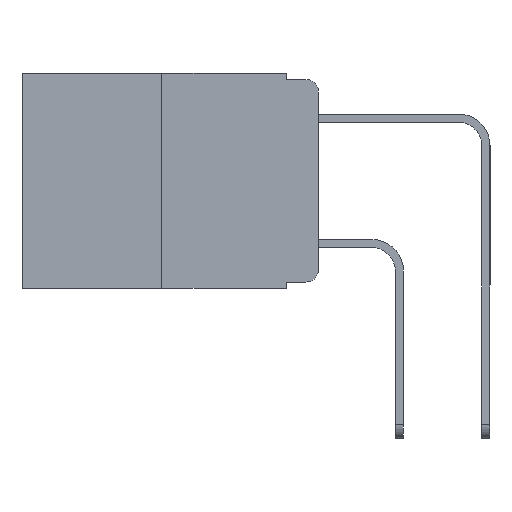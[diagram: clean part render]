
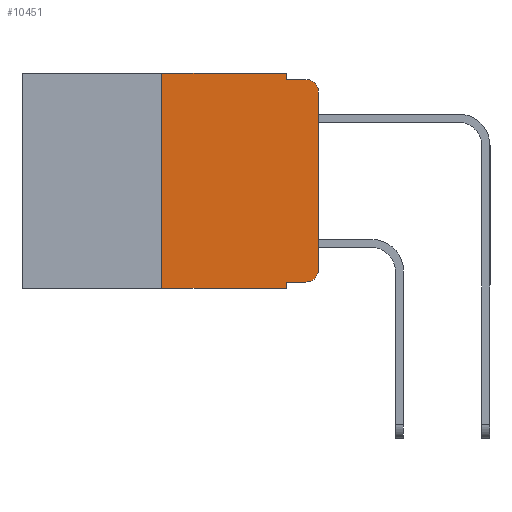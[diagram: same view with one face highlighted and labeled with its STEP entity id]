
A CAD part, left-side view. The second image highlights one B-rep face of the part: STEP entity #10451.
In plain terms, the highlighted planar face has unit normal (-1, 0, 0).
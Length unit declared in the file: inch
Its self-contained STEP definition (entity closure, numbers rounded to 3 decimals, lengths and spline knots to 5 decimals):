
#214 = CARTESIAN_POINT ( 'NONE',  ( 0., 0.051, 0. ) ) ;
#464 = VERTEX_POINT ( 'NONE', #5962 ) ;
#531 = CARTESIAN_POINT ( 'NONE',  ( 0., 0.25, 0. ) ) ;
#535 = DIRECTION ( 'NONE',  ( 0., 0., 1. ) ) ;
#760 = CARTESIAN_POINT ( 'NONE',  ( 0., 0., -0.313 ) ) ;
#815 = CARTESIAN_POINT ( 'NONE',  ( 0., 0.25, -0.343 ) ) ;
#1532 = AXIS2_PLACEMENT_3D ( 'NONE', #10931, #11100, #11045 ) ;
#1678 = LINE ( 'NONE', #14741, #8117 ) ;
#1806 = VERTEX_POINT ( 'NONE', #4312 ) ;
#1879 = LINE ( 'NONE', #10325, #5364 ) ;
#2075 = VERTEX_POINT ( 'NONE', #760 ) ;
#2598 = CARTESIAN_POINT ( 'NONE',  ( 0., 0.25, 0. ) ) ;
#2795 = VERTEX_POINT ( 'NONE', #7011 ) ;
#3034 = DIRECTION ( 'NONE',  ( -1., 0., 0. ) ) ;
#3336 = VECTOR ( 'NONE', #11063, 39.37008 ) ;
#3747 = LINE ( 'NONE', #8939, #3336 ) ;
#3814 = DIRECTION ( 'NONE',  ( 0., -1., 0. ) ) ;
#3981 = VERTEX_POINT ( 'NONE', #815 ) ;
#4312 = CARTESIAN_POINT ( 'NONE',  ( 0., 0.02, -0.333 ) ) ;
#4534 = CARTESIAN_POINT ( 'NONE',  ( 0., 0., 0. ) ) ;
#4703 = DIRECTION ( 'NONE',  ( 0., 0., -1. ) ) ;
#4910 = EDGE_CURVE ( 'NONE', #2795, #7689, #9139, .T. ) ;
#5019 = PLANE ( 'NONE',  #15520 ) ;
#5364 = VECTOR ( 'NONE', #10733, 39.37008 ) ;
#5626 = EDGE_CURVE ( 'NONE', #9447, #1806, #12178, .T. ) ;
#5753 = EDGE_CURVE ( 'NONE', #2075, #7013, #6952, .T. ) ;
#5946 = CIRCLE ( 'NONE', #1532, 0.02 ) ;
#5962 = CARTESIAN_POINT ( 'NONE',  ( 0., 0.051, -0.343 ) ) ;
#6203 = CARTESIAN_POINT ( 'NONE',  ( 0., 0.473, -0.343 ) ) ;
#6287 = DIRECTION ( 'NONE',  ( 0., 0., -1. ) ) ;
#6952 = LINE ( 'NONE', #4534, #13096 ) ;
#6990 = EDGE_CURVE ( 'NONE', #3981, #12793, #10604, .T. ) ;
#6999 = EDGE_LOOP ( 'NONE', ( #10333, #10365, #10444, #10460, #10475, #10546, #10753, #10892, #11101, #11119 ) ) ;
#7011 = CARTESIAN_POINT ( 'NONE',  ( 0., 0.051, 0. ) ) ;
#7013 = VERTEX_POINT ( 'NONE', #15108 ) ;
#7247 = AXIS2_PLACEMENT_3D ( 'NONE', #10570, #3034, #11816 ) ;
#7628 = EDGE_CURVE ( 'NONE', #9447, #464, #1678, .T. ) ;
#7689 = VERTEX_POINT ( 'NONE', #11937 ) ;
#7825 = EDGE_CURVE ( 'NONE', #7689, #8453, #1879, .T. ) ;
#8117 = VECTOR ( 'NONE', #11523, 39.37008 ) ;
#8146 = VECTOR ( 'NONE', #3814, 39.37008 ) ;
#8260 = CARTESIAN_POINT ( 'NONE',  ( 0., 0.473, 0. ) ) ;
#8384 = EDGE_CURVE ( 'NONE', #12793, #2795, #3747, .T. ) ;
#8453 = VERTEX_POINT ( 'NONE', #10095 ) ;
#8465 = EDGE_CURVE ( 'NONE', #1806, #2075, #5946, .T. ) ;
#8939 = CARTESIAN_POINT ( 'NONE',  ( 0., 0.473, 0. ) ) ;
#9139 = LINE ( 'NONE', #214, #11278 ) ;
#9447 = VERTEX_POINT ( 'NONE', #12225 ) ;
#9746 = LINE ( 'NONE', #6203, #15388 ) ;
#10095 = CARTESIAN_POINT ( 'NONE',  ( 0., 0.02, -0.01 ) ) ;
#10325 = CARTESIAN_POINT ( 'NONE',  ( 0., 0.051, -0.01 ) ) ;
#10333 = ORIENTED_EDGE ( 'NONE', *, *, #5753, .T. ) ;
#10365 = ORIENTED_EDGE ( 'NONE', *, *, #16053, .T. ) ;
#10444 = ORIENTED_EDGE ( 'NONE', *, *, #7825, .F. ) ;
#10451 = ADVANCED_FACE ( 'NONE', ( #11349 ), #5019, .F. ) ;
#10460 = ORIENTED_EDGE ( 'NONE', *, *, #4910, .F. ) ;
#10475 = ORIENTED_EDGE ( 'NONE', *, *, #8384, .F. ) ;
#10546 = ORIENTED_EDGE ( 'NONE', *, *, #6990, .F. ) ;
#10570 = CARTESIAN_POINT ( 'NONE',  ( 0., 0.02, -0.03 ) ) ;
#10604 = LINE ( 'NONE', #531, #13808 ) ;
#10733 = DIRECTION ( 'NONE',  ( 0., -1., 0. ) ) ;
#10753 = ORIENTED_EDGE ( 'NONE', *, *, #11481, .T. ) ;
#10892 = ORIENTED_EDGE ( 'NONE', *, *, #7628, .F. ) ;
#10931 = CARTESIAN_POINT ( 'NONE',  ( 0., 0.02, -0.313 ) ) ;
#11045 = DIRECTION ( 'NONE',  ( 0., 0., -1. ) ) ;
#11063 = DIRECTION ( 'NONE',  ( 0., -1., 0. ) ) ;
#11101 = ORIENTED_EDGE ( 'NONE', *, *, #5626, .T. ) ;
#11100 = DIRECTION ( 'NONE',  ( -1., 0., 0. ) ) ;
#11119 = ORIENTED_EDGE ( 'NONE', *, *, #8465, .T. ) ;
#11252 = CARTESIAN_POINT ( 'NONE',  ( 0., 0.051, -0.333 ) ) ;
#11278 = VECTOR ( 'NONE', #4703, 39.37008 ) ;
#11349 = FACE_OUTER_BOUND ( 'NONE', #6999, .T. ) ;
#11481 = EDGE_CURVE ( 'NONE', #3981, #464, #9746, .T. ) ;
#11523 = DIRECTION ( 'NONE',  ( 0., 0., -1. ) ) ;
#11816 = DIRECTION ( 'NONE',  ( 0., 0., -1. ) ) ;
#11937 = CARTESIAN_POINT ( 'NONE',  ( 0., 0.051, -0.01 ) ) ;
#12178 = LINE ( 'NONE', #11252, #8146 ) ;
#12225 = CARTESIAN_POINT ( 'NONE',  ( 0., 0.051, -0.333 ) ) ;
#12793 = VERTEX_POINT ( 'NONE', #2598 ) ;
#13096 = VECTOR ( 'NONE', #13598, 39.37008 ) ;
#13520 = CIRCLE ( 'NONE', #7247, 0.02 ) ;
#13598 = DIRECTION ( 'NONE',  ( 0., 0., 1. ) ) ;
#13621 = DIRECTION ( 'NONE',  ( 1., 0., 0. ) ) ;
#13808 = VECTOR ( 'NONE', #535, 39.37008 ) ;
#14731 = DIRECTION ( 'NONE',  ( 0., -1., 0. ) ) ;
#14741 = CARTESIAN_POINT ( 'NONE',  ( 0., 0.051, 0. ) ) ;
#15108 = CARTESIAN_POINT ( 'NONE',  ( 0., 0., -0.03 ) ) ;
#15388 = VECTOR ( 'NONE', #14731, 39.37008 ) ;
#15520 = AXIS2_PLACEMENT_3D ( 'NONE', #8260, #13621, #6287 ) ;
#16053 = EDGE_CURVE ( 'NONE', #7013, #8453, #13520, .T. ) ;
